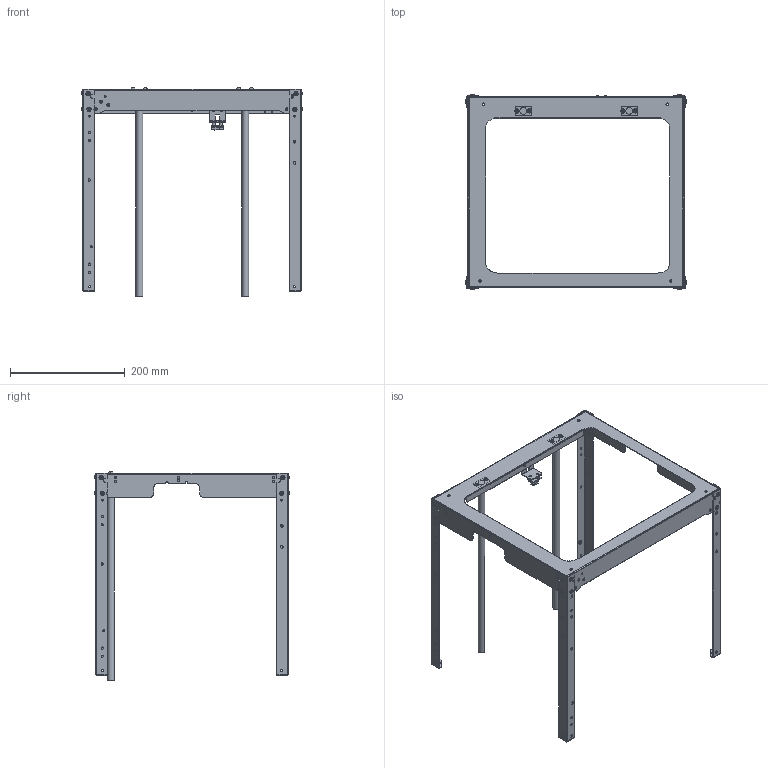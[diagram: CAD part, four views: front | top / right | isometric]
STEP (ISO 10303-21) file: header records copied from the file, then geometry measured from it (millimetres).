
FILE_DESCRIPTION(('HOOPS Exchange Step'),'2;1');
FILE_NAME('temp_export','2021-06-05T01:43:23-21:00',('mobile'),('Shapr3D Limited'),'HOOPS Exchange 2021.1','Shapr3D','Authorized');
FILE_SCHEMA( ('AUTOMOTIVE_DESIGN { 1 0 10303 214 1 1 1 1 }') );
Length unit declared in the file: millimetre
Products named in the file (12): 0; 0CF2A725-C713-481B-B5DB-47190506A282.tmp
Assembly tree (11 placements, depth 4):
  0CF2A725-C713-481B-B5DB-47190506A282.tmp
    0
      0
        0
      0
      0
      0
    0
    0
    0
    0
    0
Bounding box: 385.91 x 340.91 x 363.46 mm (x, y, z)
Volume: 305366.1 mm3; surface area: 349236.9 mm2
Topology: 46 solids, 46 shells, 1325 faces, 3208 edges, 2058 vertices
Faces by surface type: plane 652, cylinder 339, cone 240, torus 34, sphere 34, bspline 26
Full cylindrical faces by diameter (mm): 2.75 x4, 2.8 x16, 3 x4, 3.5 x33, 3.75 x6, 3.8 x45, 4 x20, 4.1 x6, 4.5 x12, 4.8 x2, 5.2 x4, 5.4 x2, 5.6 x2, 6 x4, 6.3 x2, 6.32 x20, 8 x16, 9 x1, 12 x4
Entity records: 48032 total; most frequent: CARTESIAN_POINT 15676, DIRECTION 6823, ORIENTED_EDGE 6326, EDGE_CURVE 3163, AXIS2_PLACEMENT_3D 2602, VERTEX_POINT 2058, EDGE_LOOP 1755, FACE_BOUND 1755
